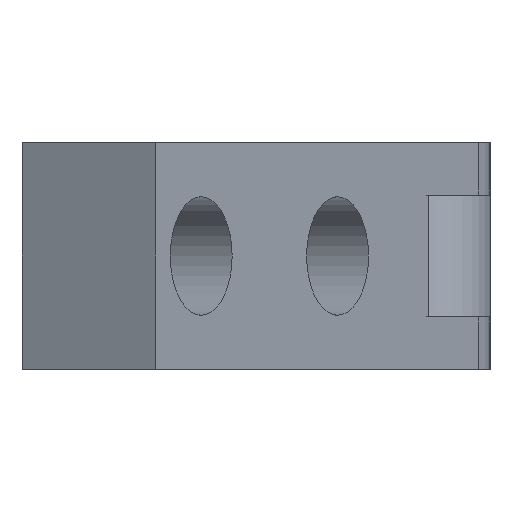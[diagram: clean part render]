
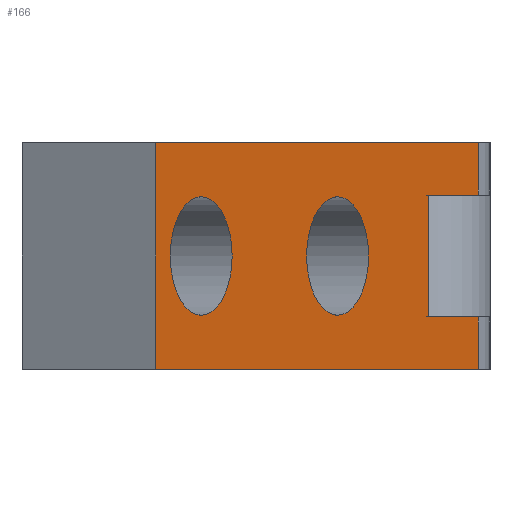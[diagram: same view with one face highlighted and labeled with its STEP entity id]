
A CAD part, left-side view. The second image highlights one B-rep face of the part: STEP entity #166.
In plain terms, the highlighted face is planar.
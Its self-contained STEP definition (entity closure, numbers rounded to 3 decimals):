
#17 = ORIENTED_EDGE ( 'NONE', *, *, #173, .T. ) ;
#22 = EDGE_CURVE ( 'NONE', #142, #154, #676, .T. ) ;
#23 = ORIENTED_EDGE ( 'NONE', *, *, #136, .F. ) ;
#24 = ORIENTED_EDGE ( 'NONE', *, *, #22, .F. ) ;
#30 = EDGE_CURVE ( 'NONE', #50, #32, #672, .T. ) ;
#32 = VERTEX_POINT ( 'NONE', #669 ) ;
#42 = DIRECTION ( 'NONE',  ( 0., 0., -1. ) ) ;
#44 = VECTOR ( 'NONE', #42, 1000. ) ;
#50 = VERTEX_POINT ( 'NONE', #610 ) ;
#72 = VERTEX_POINT ( 'NONE', #638 ) ;
#73 = EDGE_CURVE ( 'NONE', #79, #72, #643, .T. ) ;
#79 = VERTEX_POINT ( 'NONE', #626 ) ;
#136 = EDGE_CURVE ( 'NONE', #154, #165, #701, .T. ) ;
#137 = VERTEX_POINT ( 'NONE', #530 ) ;
#139 = ORIENTED_EDGE ( 'NONE', *, *, #163, .F. ) ;
#142 = VERTEX_POINT ( 'NONE', #724 ) ;
#143 = EDGE_CURVE ( 'NONE', #167, #170, #719, .T. ) ;
#144 = ORIENTED_EDGE ( 'NONE', *, *, #143, .F. ) ;
#145 = EDGE_CURVE ( 'NONE', #165, #167, #713, .T. ) ;
#146 = ORIENTED_EDGE ( 'NONE', *, *, #171, .T. ) ;
#147 = VERTEX_POINT ( 'NONE', #703 ) ;
#148 = ORIENTED_EDGE ( 'NONE', *, *, #73, .F. ) ;
#149 = ORIENTED_EDGE ( 'NONE', *, *, #145, .F. ) ;
#153 = ORIENTED_EDGE ( 'NONE', *, *, #30, .F. ) ;
#154 = VERTEX_POINT ( 'NONE', #727 ) ;
#163 = EDGE_CURVE ( 'NONE', #32, #50, #755, .T. ) ;
#164 = EDGE_LOOP ( 'NONE', ( #144, #149, #23, #24, #146, #17, #282, #371 ) ) ;
#165 = VERTEX_POINT ( 'NONE', #733 ) ;
#166 = ADVANCED_FACE ( 'NONE', ( #734, #736, #735 ), #749, .F. ) ;
#167 = VERTEX_POINT ( 'NONE', #1433 ) ;
#168 = VERTEX_POINT ( 'NONE', #1282 ) ;
#170 = VERTEX_POINT ( 'NONE', #1399 ) ;
#171 = EDGE_CURVE ( 'NONE', #142, #137, #1431, .T. ) ;
#172 = EDGE_CURVE ( 'NONE', #170, #168, #1400, .T. ) ;
#173 = EDGE_CURVE ( 'NONE', #137, #147, #1277, .T. ) ;
#178 = EDGE_CURVE ( 'NONE', #168, #147, #1349, .T. ) ;
#282 = ORIENTED_EDGE ( 'NONE', *, *, #178, .F. ) ;
#283 = EDGE_CURVE ( 'NONE', #72, #79, #1388, .T. ) ;
#371 = ORIENTED_EDGE ( 'NONE', *, *, #172, .F. ) ;
#372 = EDGE_LOOP ( 'NONE', ( #373, #148 ) ) ;
#373 = ORIENTED_EDGE ( 'NONE', *, *, #283, .F. ) ;
#435 = EDGE_LOOP ( 'NONE', ( #139, #153 ) ) ;
#530 = CARTESIAN_POINT ( 'NONE',  ( 35.5, 4.5, -6.5 ) ) ;
#532 = CARTESIAN_POINT ( 'NONE',  ( 15.5, 4.5, 0. ) ) ;
#610 = CARTESIAN_POINT ( 'NONE',  ( 15.5, 4.5, -3.4 ) ) ;
#626 = CARTESIAN_POINT ( 'NONE',  ( 30.5, 4.5, -3.4 ) ) ;
#630 = DIRECTION ( 'NONE',  ( 0., 0., 1. ) ) ;
#631 = DIRECTION ( 'NONE',  ( 0., 1., 0. ) ) ;
#632 = CARTESIAN_POINT ( 'NONE',  ( 30.5, 4.5, 0. ) ) ;
#633 = AXIS2_PLACEMENT_3D ( 'NONE', #632, #631, #630 ) ;
#638 = CARTESIAN_POINT ( 'NONE',  ( 30.5, 4.5, 3.4 ) ) ;
#643 = CIRCLE ( 'NONE', #633, 3.4 ) ;
#663 = DIRECTION ( 'NONE',  ( 0., 0., 1. ) ) ;
#664 = DIRECTION ( 'NONE',  ( 0., 1., 0. ) ) ;
#665 = CARTESIAN_POINT ( 'NONE',  ( 15.5, 4.5, 0. ) ) ;
#666 = AXIS2_PLACEMENT_3D ( 'NONE', #665, #664, #663 ) ;
#669 = CARTESIAN_POINT ( 'NONE',  ( 15.5, 4.5, 3.4 ) ) ;
#672 = CIRCLE ( 'NONE', #666, 3.4 ) ;
#674 = DIRECTION ( 'NONE',  ( -1., 0., 0. ) ) ;
#675 = VECTOR ( 'NONE', #674, 1000. ) ;
#676 = LINE ( 'NONE', #681, #675 ) ;
#681 = CARTESIAN_POINT ( 'NONE',  ( 35.5, 4.5, 6.5 ) ) ;
#694 = DIRECTION ( 'NONE',  ( 0., 1., 0. ) ) ;
#698 = DIRECTION ( 'NONE',  ( 0., 0., 1. ) ) ;
#701 = LINE ( 'NONE', #708, #44 ) ;
#703 = CARTESIAN_POINT ( 'NONE',  ( 0., 4.5, -6.5 ) ) ;
#708 = CARTESIAN_POINT ( 'NONE',  ( 0., 4.5, 6.5 ) ) ;
#711 = DIRECTION ( 'NONE',  ( 1., 0., 0. ) ) ;
#712 = VECTOR ( 'NONE', #711, 1000. ) ;
#713 = LINE ( 'NONE', #726, #712 ) ;
#716 = DIRECTION ( 'NONE',  ( 0., 0., -1. ) ) ;
#717 = VECTOR ( 'NONE', #716, 1000. ) ;
#718 = CARTESIAN_POINT ( 'NONE',  ( 5.5, 4.5, -3.5 ) ) ;
#719 = LINE ( 'NONE', #718, #717 ) ;
#724 = CARTESIAN_POINT ( 'NONE',  ( 35.5, 4.5, 6.5 ) ) ;
#726 = CARTESIAN_POINT ( 'NONE',  ( 5.5, 4.5, 3.5 ) ) ;
#727 = CARTESIAN_POINT ( 'NONE',  ( 0., 4.5, 6.5 ) ) ;
#733 = CARTESIAN_POINT ( 'NONE',  ( 0., 4.5, 3.5 ) ) ;
#734 = FACE_BOUND ( 'NONE', #435, .T. ) ;
#735 = FACE_BOUND ( 'NONE', #372, .T. ) ;
#736 = FACE_OUTER_BOUND ( 'NONE', #164, .T. ) ;
#739 = AXIS2_PLACEMENT_3D ( 'NONE', #532, #694, #698 ) ;
#740 = DIRECTION ( 'NONE',  ( 0., -1., 0. ) ) ;
#741 = CARTESIAN_POINT ( 'NONE',  ( 35.5, 4.5, 6.5 ) ) ;
#747 = AXIS2_PLACEMENT_3D ( 'NONE', #741, #740, #750 ) ;
#749 = PLANE ( 'NONE',  #747 ) ;
#750 = DIRECTION ( 'NONE',  ( 1., 0., 0. ) ) ;
#755 = CIRCLE ( 'NONE', #739, 3.4 ) ;
#1272 = CARTESIAN_POINT ( 'NONE',  ( 0., 4.5, 6.5 ) ) ;
#1274 = DIRECTION ( 'NONE',  ( -1., 0., 0. ) ) ;
#1275 = VECTOR ( 'NONE', #1274, 1000. ) ;
#1277 = LINE ( 'NONE', #1284, #1275 ) ;
#1279 = DIRECTION ( 'NONE',  ( -1., 0., 0. ) ) ;
#1280 = VECTOR ( 'NONE', #1279, 1000. ) ;
#1281 = CARTESIAN_POINT ( 'NONE',  ( 5.5, 4.5, -3.5 ) ) ;
#1282 = CARTESIAN_POINT ( 'NONE',  ( 0., 4.5, -3.5 ) ) ;
#1283 = CARTESIAN_POINT ( 'NONE',  ( 35.5, 4.5, 6.5 ) ) ;
#1284 = CARTESIAN_POINT ( 'NONE',  ( 35.5, 4.5, -6.5 ) ) ;
#1348 = VECTOR ( 'NONE', #1395, 1000. ) ;
#1349 = LINE ( 'NONE', #1272, #1348 ) ;
#1388 = CIRCLE ( 'NONE', #1423, 3.4 ) ;
#1392 = CARTESIAN_POINT ( 'NONE',  ( 30.5, 4.5, 0. ) ) ;
#1395 = DIRECTION ( 'NONE',  ( 0., 0., -1. ) ) ;
#1399 = CARTESIAN_POINT ( 'NONE',  ( 5.5, 4.5, -3.5 ) ) ;
#1400 = LINE ( 'NONE', #1281, #1280 ) ;
#1421 = DIRECTION ( 'NONE',  ( 0., 0., 1. ) ) ;
#1422 = DIRECTION ( 'NONE',  ( 0., 1., 0. ) ) ;
#1423 = AXIS2_PLACEMENT_3D ( 'NONE', #1392, #1422, #1421 ) ;
#1429 = DIRECTION ( 'NONE',  ( 0., 0., -1. ) ) ;
#1430 = VECTOR ( 'NONE', #1429, 1000. ) ;
#1431 = LINE ( 'NONE', #1283, #1430 ) ;
#1433 = CARTESIAN_POINT ( 'NONE',  ( 5.5, 4.5, 3.5 ) ) ;
